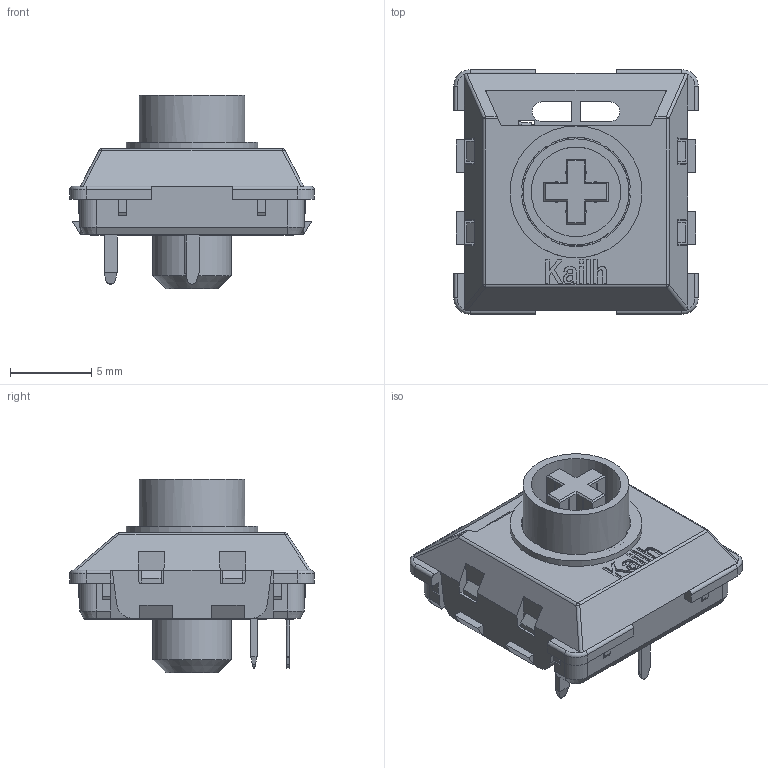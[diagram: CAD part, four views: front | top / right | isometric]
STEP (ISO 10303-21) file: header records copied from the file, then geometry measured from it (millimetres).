
FILE_DESCRIPTION(('FreeCAD Model'),'2;1');
FILE_NAME('Open CASCADE Shape Model','2024-08-12T22:07:51',(''),(''), 'Open CASCADE STEP processor 7.6','FreeCAD','Unknown');
FILE_SCHEMA(('AUTOMOTIVE_DESIGN { 1 0 10303 214 1 1 1 1 }'));
Length unit declared in the file: millimetre
Products named in the file (9): wizard; bottom; pin1; contact; pin2; click_bar; shrunken_spring; stem_wizard; top
Assembly tree (8 placements, depth 2):
  wizard
    bottom
    pin1
    contact
    pin2
    click_bar
    shrunken_spring
    stem_wizard
    top
Bounding box: 15 x 15 x 11.9 mm (x, y, z)
Volume: 626.6 mm3; surface area: 2356.2 mm2
Topology: 8 solids, 8 shells, 935 faces, 2467 edges, 1551 vertices
Faces by surface type: plane 554, cylinder 224, extrusion 60, torus 39, bspline 28, sphere 20, cone 9, revolution 1
Full cylindrical faces by diameter (mm): 0.25 x3, 0.5 x4, 1 x8, 1.7 x1, 1.8 x1, 2.8 x1, 3.5 x1, 4 x1, 4.5 x1, 4.8 x1, 5.5 x1, 6.5 x1, 8.1 x1
Entity records: 35572 total; most frequent: CARTESIAN_POINT 12404, ORIENTED_EDGE 4890, DIRECTION 4569, EDGE_CURVE 2445, VECTOR 1780, LINE 1720, VERTEX_POINT 1551, AXIS2_PLACEMENT_3D 1394
